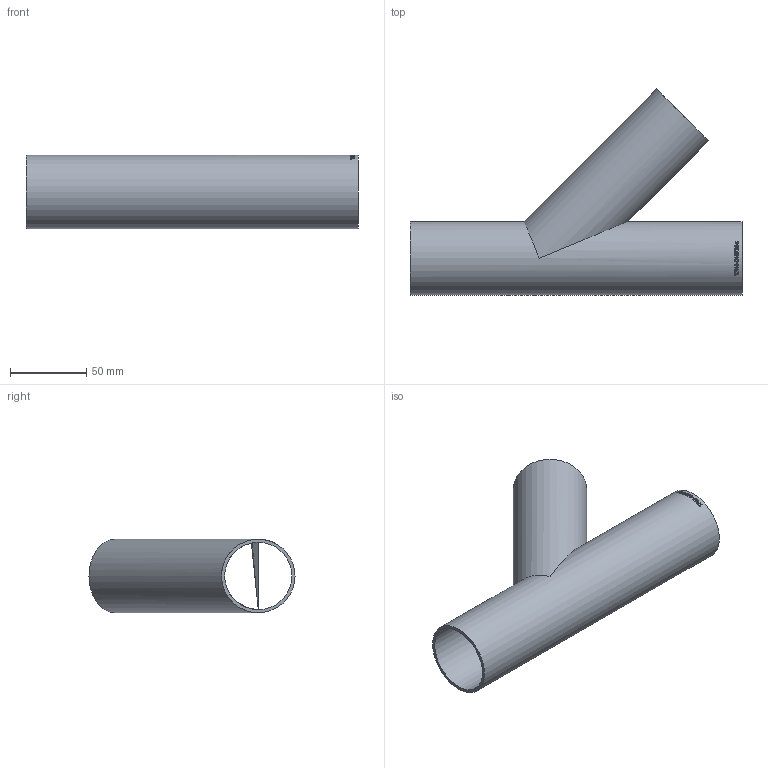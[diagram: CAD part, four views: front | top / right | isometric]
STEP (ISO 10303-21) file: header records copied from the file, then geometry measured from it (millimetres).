
FILE_DESCRIPTION (( 'STEP AP214' ), '1' );
FILE_NAME ('TR45-048X20-x T-Stück 45°geschweisst Ø48,3 L218 1911.STEP', '2019-11-12T10:28:38', ( '' ), ( '' ), 'SwSTEP 2.0', 'SolidWorks 2016', '' );
FILE_SCHEMA (( 'AUTOMOTIVE_DESIGN' ));
Length unit declared in the file: millimetre
Products named in the file (1): TR45-048X20-x T-Stück 45°geschweisst Ø48,3 L218  1911
Bounding box: 218.31 x 135.49 x 48.3 mm (x, y, z)
Volume: 90149.3 mm3; surface area: 91015 mm2
Topology: 1 solids, 1 shells, 186 faces, 498 edges, 332 vertices
Faces by surface type: bspline 96, plane 66, cylinder 24
Full cylindrical faces by diameter (mm): 44.3 x2, 48.3 x2
Entity records: 16390 total; most frequent: CARTESIAN_POINT 10675, ORIENTED_EDGE 974, EDGE_CURVE 487, DIRECTION 442, VERTEX_POINT 328, B_SPLINE_CURVE_WITH_KNOTS 305, EDGE_LOOP 215, FACE_OUTER_BOUND 190
